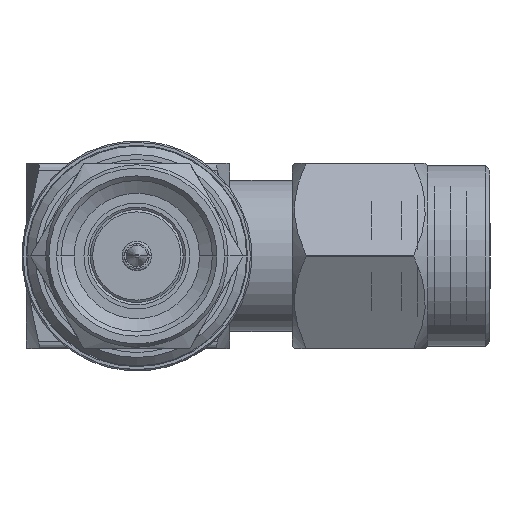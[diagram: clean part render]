
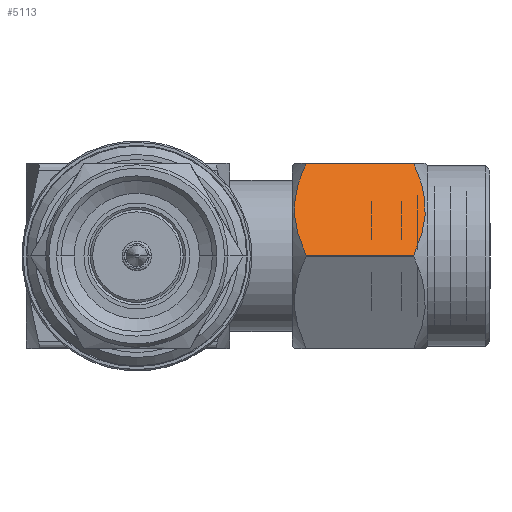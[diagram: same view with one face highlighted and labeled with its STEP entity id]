
A CAD part, left-side view. The second image highlights one B-rep face of the part: STEP entity #5113.
In plain terms, the highlighted face is planar.
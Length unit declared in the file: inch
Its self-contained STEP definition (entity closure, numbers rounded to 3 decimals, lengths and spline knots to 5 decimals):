
#48 = CARTESIAN_POINT ( 'NONE',  ( 0.32336, -0.16681, -0.02604 ) ) ;
#81 = VERTEX_POINT ( 'NONE', #6539 ) ;
#233 = AXIS2_PLACEMENT_3D ( 'NONE', #5746, #707, #3542 ) ;
#360 = DIRECTION ( 'NONE',  ( 1., 0., 0. ) ) ;
#362 = CARTESIAN_POINT ( 'NONE',  ( 0.11758, -0.16681, -0.02604 ) ) ;
#518 = VERTEX_POINT ( 'NONE', #8604 ) ;
#627 = EDGE_CURVE ( 'NONE', #8186, #518, #7626, .T. ) ;
#707 = DIRECTION ( 'NONE',  ( 0., -0.866, -0.5 ) ) ;
#729 = EDGE_CURVE ( 'NONE', #518, #6018, #2390, .T. ) ;
#742 = CARTESIAN_POINT ( 'NONE',  ( 0.31746, -0.09883, -0.14378 ) ) ;
#781 = CARTESIAN_POINT ( 'NONE',  ( 0.3313, -0.1521, -0.05152 ) ) ;
#1370 = B_SPLINE_CURVE_WITH_KNOTS ( 'NONE', 3,
 ( #5075, #48, #781, #5825, #7105, #3716, #742, #4938 ),
 .UNSPECIFIED., .F., .F.,
 ( 4, 2, 2, 4 ),
 ( 0., 0.00232, 0.00348, 0.00464 ),
 .UNSPECIFIED. ) ;
#1503 = FACE_OUTER_BOUND ( 'NONE', #6214, .T. ) ;
#1742 = CARTESIAN_POINT ( 'NONE',  ( 0.31152, -0.1811, -0.00129 ) ) ;
#2245 = CARTESIAN_POINT ( 'NONE',  ( 0.12942, -0.09167, -0.15619 ) ) ;
#2390 = B_SPLINE_CURVE_WITH_KNOTS ( 'NONE', 3,
 ( #8931, #362, #2446, #5489, #4783, #5302, #2539, #8151 ),
 .UNSPECIFIED., .F., .F.,
 ( 4, 2, 2, 4 ),
 ( 0., 0.00232, 0.00348, 0.00464 ),
 .UNSPECIFIED. ) ;
#2444 = CARTESIAN_POINT ( 'NONE',  ( 0.01183, -0.09167, -0.15619 ) ) ;
#2446 = CARTESIAN_POINT ( 'NONE',  ( 0.10965, -0.1521, -0.05152 ) ) ;
#2539 = CARTESIAN_POINT ( 'NONE',  ( 0.12349, -0.09883, -0.14378 ) ) ;
#2634 = DIRECTION ( 'NONE',  ( -1., 0., 0. ) ) ;
#3279 = LINE ( 'NONE', #2444, #6866 ) ;
#3542 = DIRECTION ( 'NONE',  ( 0., 0.5, -0.866 ) ) ;
#3716 = CARTESIAN_POINT ( 'NONE',  ( 0.32246, -0.10617, -0.13107 ) ) ;
#4410 = VECTOR ( 'NONE', #2634, 39.37008 ) ;
#4535 = ORIENTED_EDGE ( 'NONE', *, *, #8806, .F. ) ;
#4783 = CARTESIAN_POINT ( 'NONE',  ( 0.11153, -0.12109, -0.10522 ) ) ;
#4938 = CARTESIAN_POINT ( 'NONE',  ( 0.31152, -0.09167, -0.15619 ) ) ;
#5075 = CARTESIAN_POINT ( 'NONE',  ( 0.31152, -0.1811, -0.00129 ) ) ;
#5113 = ADVANCED_FACE ( 'NONE', ( #1503 ), #7842, .T. ) ;
#5302 = CARTESIAN_POINT ( 'NONE',  ( 0.11848, -0.10617, -0.13107 ) ) ;
#5489 = CARTESIAN_POINT ( 'NONE',  ( 0.10958, -0.12873, -0.092 ) ) ;
#5746 = CARTESIAN_POINT ( 'NONE',  ( 0.08465, -0.18184, 0. ) ) ;
#5825 = CARTESIAN_POINT ( 'NONE',  ( 0.33136, -0.12873, -0.092 ) ) ;
#6018 = VERTEX_POINT ( 'NONE', #2245 ) ;
#6214 = EDGE_LOOP ( 'NONE', ( #7103, #9143, #8068, #4535 ) ) ;
#6539 = CARTESIAN_POINT ( 'NONE',  ( 0.31152, -0.09167, -0.15619 ) ) ;
#6752 = CARTESIAN_POINT ( 'NONE',  ( 0.01183, -0.1811, -0.00129 ) ) ;
#6866 = VECTOR ( 'NONE', #360, 39.37008 ) ;
#7103 = ORIENTED_EDGE ( 'NONE', *, *, #627, .T. ) ;
#7105 = CARTESIAN_POINT ( 'NONE',  ( 0.32941, -0.12109, -0.10522 ) ) ;
#7626 = LINE ( 'NONE', #6752, #4410 ) ;
#7742 = EDGE_CURVE ( 'NONE', #6018, #81, #3279, .T. ) ;
#7842 = PLANE ( 'NONE',  #233 ) ;
#8068 = ORIENTED_EDGE ( 'NONE', *, *, #7742, .T. ) ;
#8151 = CARTESIAN_POINT ( 'NONE',  ( 0.12942, -0.09167, -0.15619 ) ) ;
#8186 = VERTEX_POINT ( 'NONE', #1742 ) ;
#8604 = CARTESIAN_POINT ( 'NONE',  ( 0.12942, -0.1811, -0.00129 ) ) ;
#8806 = EDGE_CURVE ( 'NONE', #8186, #81, #1370, .T. ) ;
#8931 = CARTESIAN_POINT ( 'NONE',  ( 0.12942, -0.1811, -0.00129 ) ) ;
#9143 = ORIENTED_EDGE ( 'NONE', *, *, #729, .T. ) ;
